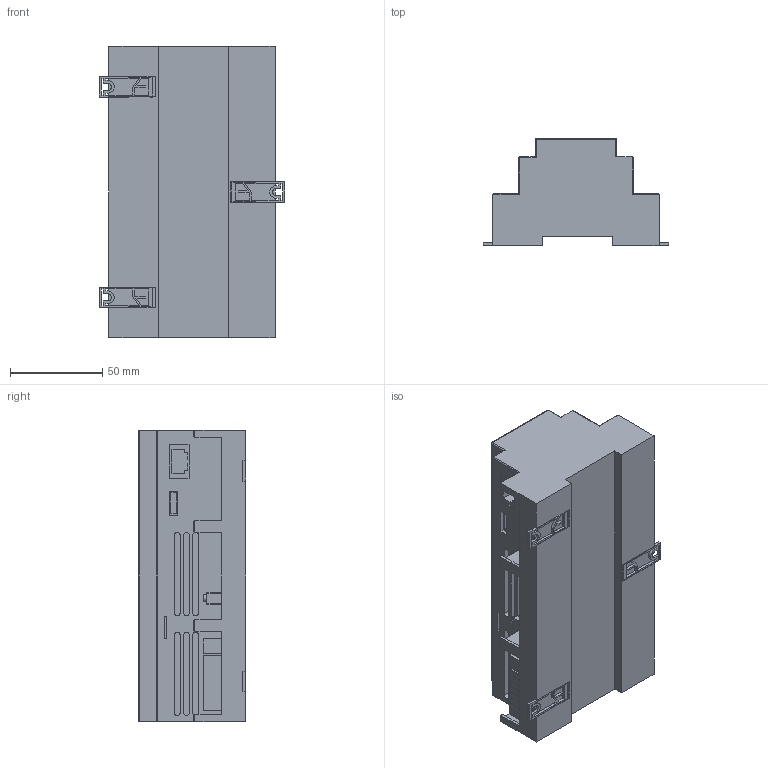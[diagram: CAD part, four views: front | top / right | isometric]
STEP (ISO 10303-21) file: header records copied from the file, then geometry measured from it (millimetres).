
FILE_DESCRIPTION(/* description */ (''),/* implementation_level */ '2;1');
FILE_NAME(/* name */ '84966 WECS III_512_DMX_02.stp',/* time_stamp */ '2021-10-22T08:42:10+02:00',/* author */ ('guzb562'),/* organization */ (''),/* preprocessor_version */ 'ST-DEVELOPER v18.1',/* originating_system */ 'Autodesk Inventor 2022',/* authorisation */ '');
FILE_SCHEMA (('AUTOMOTIVE_DESIGN { 1 0 10303 214 3 1 1 }'));
Products named in the file (3): Baugruppe1; 84966 WECS III_512_DMX_02; halter
Assembly tree (4 placements, depth 2):
  Baugruppe1
    84966 WECS III_512_DMX_02
    halter  x3
Bounding box: 100.3 x 58.1 x 158 mm (x, y, z)
Volume: 554212.5 mm3; surface area: 91812.7 mm2
Topology: 4 solids, 4 shells, 3893 faces, 10370 edges, 6887 vertices
Faces by surface type: plane 2555, bspline 1143, cylinder 188, sphere 7
Full cylindrical faces by diameter (mm): 0.832 x12, 0.845 x20, 0.884 x4, 2.827 x1, 2.869 x1, 3.628 x1
Entity records: 129798 total; most frequent: CARTESIAN_POINT 41560, ORIENTED_EDGE 20270, DIRECTION 13583, EDGE_CURVE 10135, LINE 7529, VECTOR 7529, VERTEX_POINT 6733, EDGE_LOOP 4226
